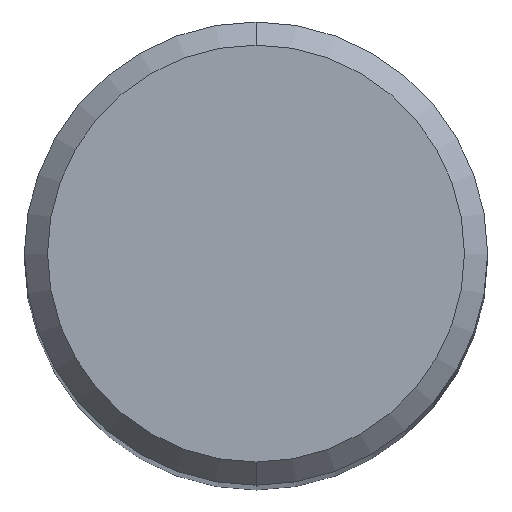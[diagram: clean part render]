
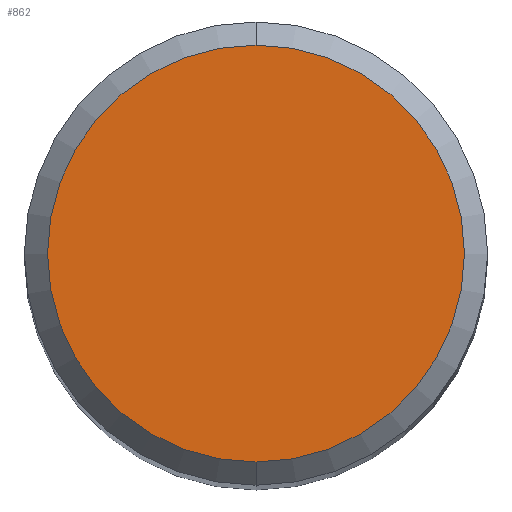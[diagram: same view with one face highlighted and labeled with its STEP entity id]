
A CAD part, top view. The second image highlights one B-rep face of the part: STEP entity #862.
In plain terms, the highlighted planar face has unit normal (0, 0, 1).
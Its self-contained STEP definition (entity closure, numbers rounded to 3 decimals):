
#330=VERTEX_POINT('',#943);
#746=EDGE_CURVE('',#874,#330,#1401,.T.);
#858=EDGE_CURVE('',#330,#874,#1524,.T.);
#862=ADVANCED_FACE('',(#1528),#1529,.T.);
#874=VERTEX_POINT('',#1543);
#943=CARTESIAN_POINT('',(0.,-5.4,0.0));
#1401=CIRCLE('',#8774,5.4);
#1524=CIRCLE('',#9460,5.4);
#1528=FACE_OUTER_BOUND('',#9464,.T.);
#1529=PLANE('',#9465);
#1543=CARTESIAN_POINT('',(0.0,5.4,0.0));
#8774=AXIS2_PLACEMENT_3D('',#10333,#10334,#10335);
#9460=AXIS2_PLACEMENT_3D('',#10474,#10475,#10476);
#9464=EDGE_LOOP('',(#10478,#10479));
#9465=AXIS2_PLACEMENT_3D('',#10480,#10481,#10482);
#10333=CARTESIAN_POINT('',(0.0,0.0,0.0));
#10334=DIRECTION('',(0.0,0.0,-1.0));
#10335=DIRECTION('',(0.0,1.0,0.0));
#10474=CARTESIAN_POINT('',(0.0,0.0,0.0));
#10475=DIRECTION('',(0.0,0.0,-1.0));
#10476=DIRECTION('',(0.0,1.0,0.0));
#10478=ORIENTED_EDGE('',*,*,#746,.F.);
#10479=ORIENTED_EDGE('',*,*,#858,.F.);
#10480=CARTESIAN_POINT('',(0.0,2.7,0.0));
#10481=DIRECTION('',(-0.0,0.0,1.0));
#10482=DIRECTION('',(0.0,-1.0,0.0));
